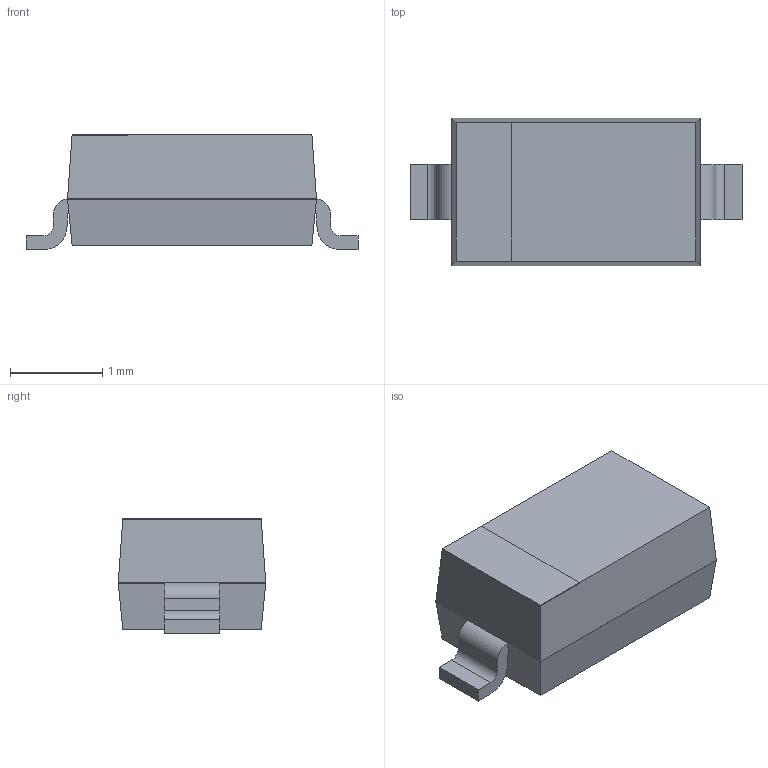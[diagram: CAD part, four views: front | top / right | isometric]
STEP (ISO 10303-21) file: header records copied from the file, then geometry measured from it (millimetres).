
FILE_DESCRIPTION(('FreeCAD Model'),'2;1');
FILE_NAME('Open CASCADE Shape Model','2024-02-11T11:03:56',(''),(''), 'Open CASCADE STEP processor 7.7','FreeCAD','Unknown');
FILE_SCHEMA(('AUTOMOTIVE_DESIGN { 1 0 10303 214 1 1 1 1 }'));
Length unit declared in the file: millimetre
Products named in the file (5): Part; Body; Leg1; Leg2; Mark
Assembly tree (4 placements, depth 2):
  Part
    Body
    Leg1
    Leg2
    Mark
Bounding box: 3.6 x 1.6 x 1.25 mm (x, y, z)
Volume: 5.1 mm3; surface area: 22.4 mm2
Topology: 4 solids, 4 shells, 49 faces, 111 edges, 70 vertices
Faces by surface type: plane 41, cylinder 8
Entity records: 1465 total; most frequent: CARTESIAN_POINT 235, DIRECTION 235, ORIENTED_EDGE 222, EDGE_CURVE 111, LINE 95, VECTOR 95, AXIS2_PLACEMENT_3D 70, VERTEX_POINT 70
